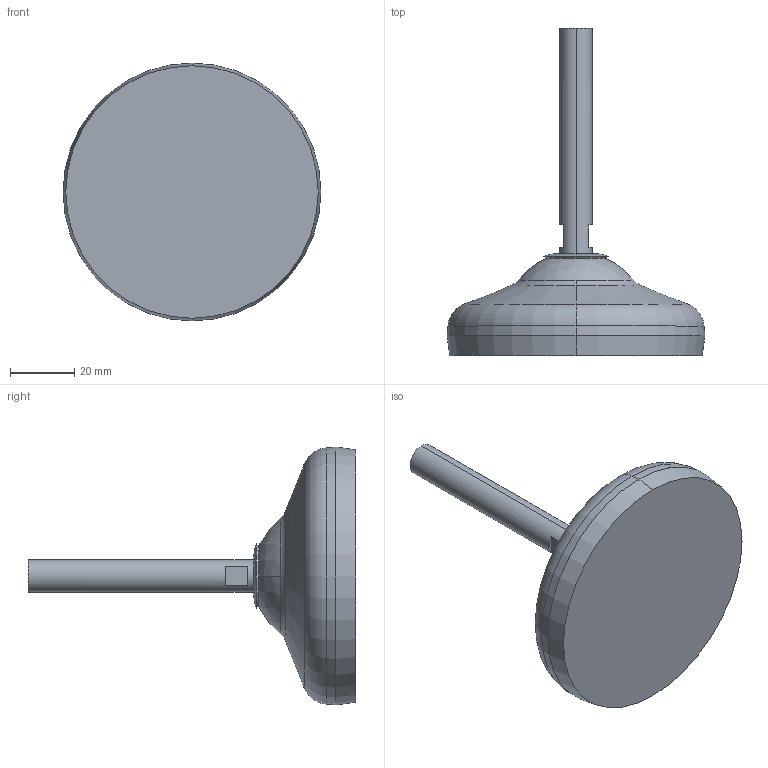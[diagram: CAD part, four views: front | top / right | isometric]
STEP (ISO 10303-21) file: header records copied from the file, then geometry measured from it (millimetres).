
FILE_DESCRIPTION (( 'STEP AP203' ), '1' );
FILE_NAME ('HLFx0 - HLF80-M10-L70-W.STEP', '2024-08-22T06:41:35', ( '' ), ( '' ), 'SwSTEP 2.0', 'SolidWorks 2024', '' );
FILE_SCHEMA (( 'CONFIG_CONTROL_DESIGN' ));
Length unit declared in the file: millimetre
Products named in the file (1): HLFx0 - HLF80-M10-L70-W
Bounding box: 80 x 101.5 x 80 mm (x, y, z)
Volume: 102522.4 mm3; surface area: 16218.6 mm2
Topology: 2 solids, 2 shells, 32 faces, 70 edges, 44 vertices
Faces by surface type: plane 10, cone 8, torus 6, cylinder 4, sphere 4
Entity records: 979 total; most frequent: DIRECTION 186, CARTESIAN_POINT 147, ORIENTED_EDGE 140, AXIS2_PLACEMENT_3D 83, EDGE_CURVE 70, CIRCLE 50, VERTEX_POINT 44, EDGE_LOOP 36
